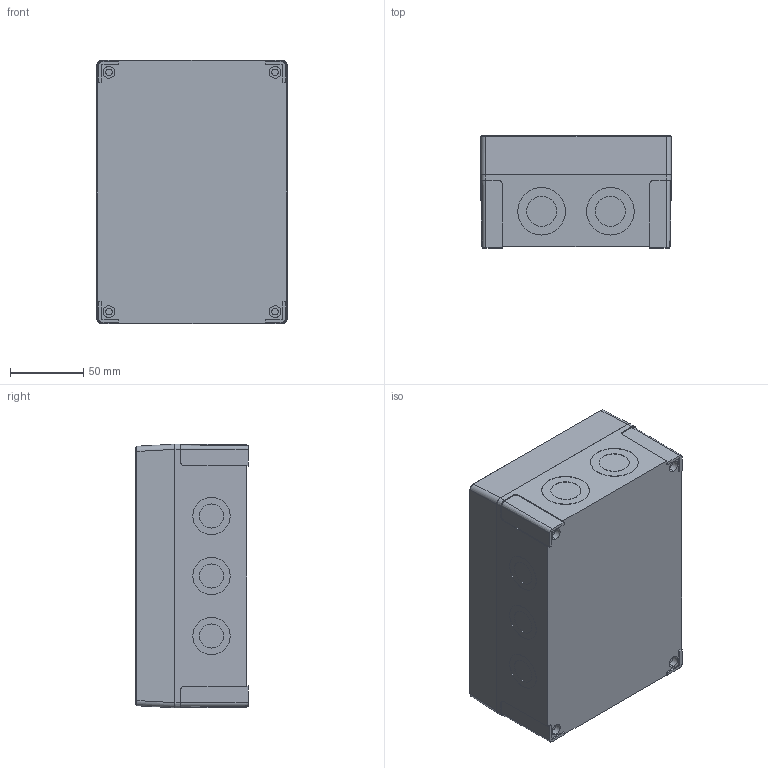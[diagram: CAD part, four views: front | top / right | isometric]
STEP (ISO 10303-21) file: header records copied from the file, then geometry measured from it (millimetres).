
FILE_DESCRIPTION (( 'STEP AP214' ), '1' );
FILE_NAME ('6016314_FIBOX_MNX_PCM_150_75_G.STEP', '2023-02-16T13:18:45', ( '' ), ( '' ), 'SwSTEP 2.0', 'SolidWorks 2021', '' );
FILE_SCHEMA (( 'AUTOMOTIVE_DESIGN' ));
Length unit declared in the file: millimetre
Products named in the file (4): FIBOX_MNXSS14551H; FIBOX_MNXPCM150B; FIBOX_MNX15025C; 6016314_FIBOX_MNX_PCM_150_75_G
Assembly tree (6 placements, depth 2):
  6016314_FIBOX_MNX_PCM_150_75_G
    FIBOX_MNXPCM150B
    FIBOX_MNX15025C
    FIBOX_MNXSS14551H  x4
Bounding box: 130.1 x 76.6 x 180.1 mm (x, y, z)
Volume: 316015.3 mm3; surface area: 195357.5 mm2
Topology: 6 solids, 6 shells, 534 faces, 1293 edges, 854 vertices
Faces by surface type: plane 302, cylinder 196, cone 32, bspline 4
Entity records: 13615 total; most frequent: CARTESIAN_POINT 2622, DIRECTION 2331, ORIENTED_EDGE 2178, EDGE_CURVE 1089, AXIS2_PLACEMENT_3D 855, VERTEX_POINT 722, LINE 621, VECTOR 621
